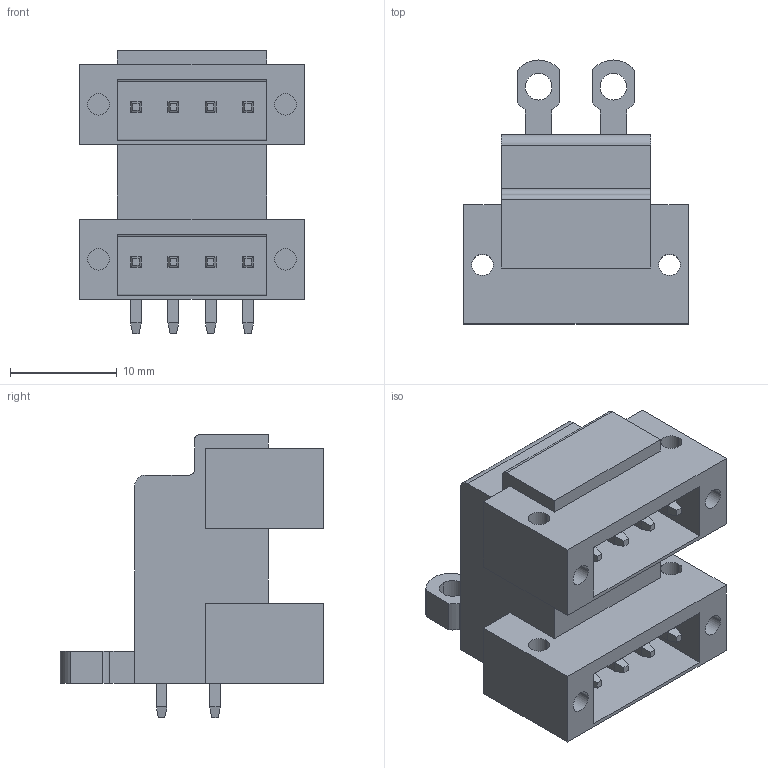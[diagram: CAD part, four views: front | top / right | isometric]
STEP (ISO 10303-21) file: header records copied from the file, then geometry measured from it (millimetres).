
FILE_DESCRIPTION(('CATIA V5 STEP Exchange','CAx-IF Rec.Pracs.--- Model Styling and Organization---1.4--- 2014-01-23'),'2;1');
FILE_NAME ('D1488741_0_1301080000_1301080000.stp','2021-06-07T06:32:32+00:00',('none'),('Weidmueller'),'CATIA Version 5-6 Release 2016 SP3 HF44','CATIA V5 STEP AP214','none');
FILE_SCHEMA(('AUTOMOTIVE_DESIGN { 1 0 10303 214 1 1 1 1 }'));
Length unit declared in the file: millimetre
Products named in the file (1): 1301080000
Bounding box: 21 x 24.7 x 26.5 mm (x, y, z)
Volume: 4832.5 mm3; surface area: 4880.4 mm2
Topology: 9 solids, 9 shells, 253 faces, 623 edges, 394 vertices
Faces by surface type: plane 222, cylinder 31
Entity records: 7323 total; most frequent: ORIENTED_EDGE 1246, CARTESIAN_POINT 1222, DIRECTION 1031, EDGE_CURVE 623, VECTOR 561, LINE 561, VERTEX_POINT 394, EDGE_LOOP 287
